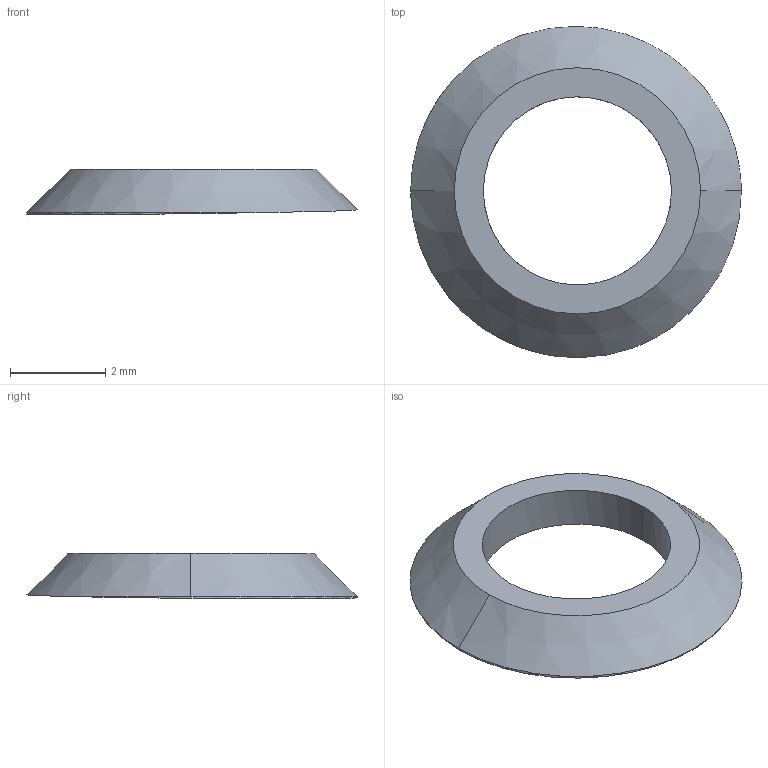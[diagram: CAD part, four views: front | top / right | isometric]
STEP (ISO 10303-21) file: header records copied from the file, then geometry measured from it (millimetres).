
FILE_DESCRIPTION (( 'STEP AP203' ), '1' );
FILE_NAME ('2903-0004-0245 cup (2).STEP', '2024-07-11T18:28:42', ( '微软用户' ), ( '微软中国' ), 'SwSTEP 2.0', 'SolidWorks 2023', '' );
FILE_SCHEMA (( 'CONFIG_CONTROL_DESIGN' ));
Length unit declared in the file: millimetre
Products named in the file (1): 2903-0004-0245 cup (2)
Bounding box: 6.94 x 6.96 x 0.96 mm (x, y, z)
Volume: 15.2 mm3; surface area: 69.8 mm2
Topology: 1 solids, 1 shells, 8 faces, 17 edges, 11 vertices
Faces by surface type: cylinder 4, cone 2, plane 2
Entity records: 300 total; most frequent: CARTESIAN_POINT 55, DIRECTION 35, ORIENTED_EDGE 34, EDGE_CURVE 17, AXIS2_PLACEMENT_3D 15, VERTEX_POINT 11, EDGE_LOOP 10, ADVANCED_FACE 8
